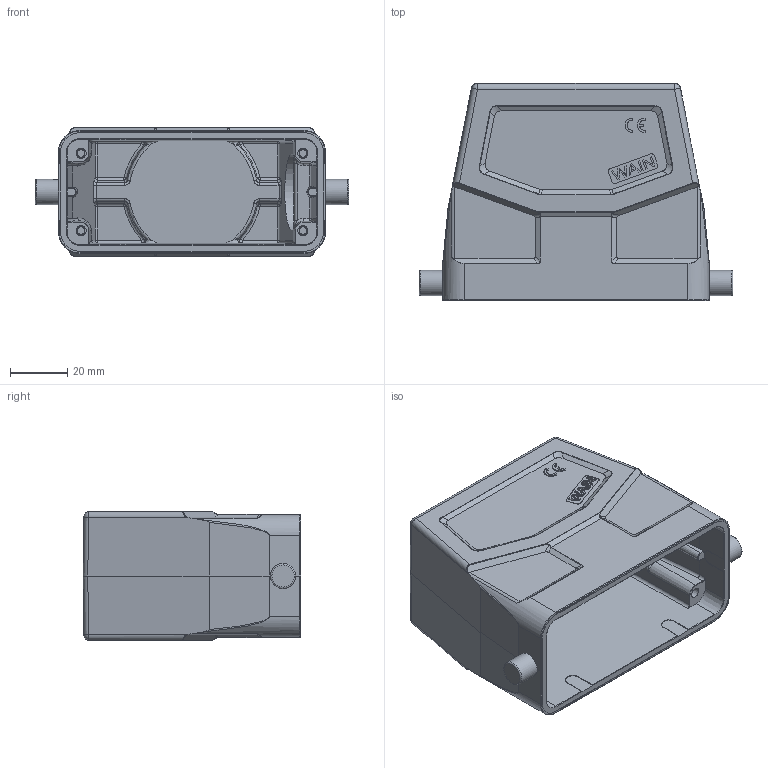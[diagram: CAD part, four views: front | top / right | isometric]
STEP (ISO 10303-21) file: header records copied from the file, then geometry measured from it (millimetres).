
FILE_DESCRIPTION(/* description */ (''),/* implementation_level */ '2;1');
FILE_NAME(/* name */ '21.stp',/* time_stamp */ '2023-12-06T13:37:41+08:00',/* author */ (''),/* organization */ (''),/* preprocessor_version */ 'ST-DEVELOPER v18.1',/* originating_system */ 'SIEMENS PLM Software NX 1980',/* authorisation */ '');
FILE_SCHEMA (('AP203_CONFIGURATION_CONTROLLED_3D_DESIGN_OF_MECHANICAL_PARTS_AND_ASSEMBLIES_MIM_LF { 1 0 10303 403 2 1 2}'));
Length unit declared in the file: millimetre
Products named in the file (1): 3D_1241165105001_WV16B-SEH-2B-M32_V1.0_stp
Bounding box: 109.5 x 76 x 45 mm (x, y, z)
Volume: 80110.8 mm3; surface area: 42593 mm2
Topology: 1 solids, 1 shells, 563 faces, 1416 edges, 857 vertices
Faces by surface type: plane 220, cylinder 195, bspline 58, torus 34, sphere 28, cone 26, extrusion 2
Full cylindrical faces by diameter (mm): 8.8 x2, 26.9 x1
Entity records: 18420 total; most frequent: CARTESIAN_POINT 5294, ORIENTED_EDGE 2742, DIRECTION 2706, EDGE_CURVE 1371, AXIS2_PLACEMENT_3D 983, VERTEX_POINT 847, VECTOR 740, LINE 738
